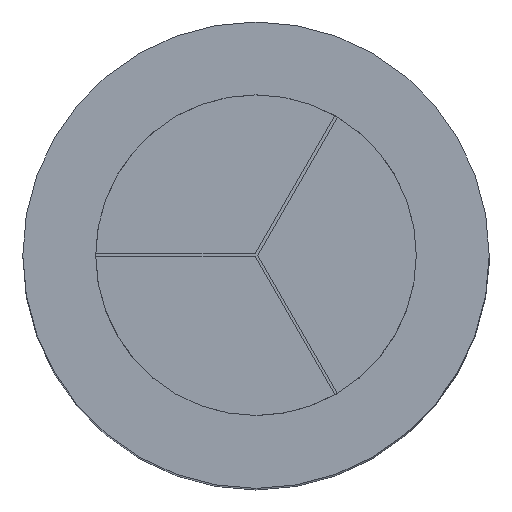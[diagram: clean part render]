
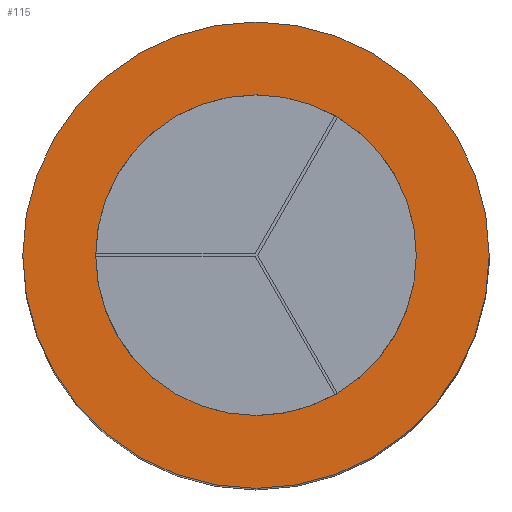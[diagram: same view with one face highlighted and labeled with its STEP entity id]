
A CAD part, top view. The second image highlights one B-rep face of the part: STEP entity #115.
In plain terms, the highlighted planar face has unit normal (0, 0, 1).
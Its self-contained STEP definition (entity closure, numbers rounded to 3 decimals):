
#72 = EDGE_CURVE ( 'NONE', #989, #988, #1582, .T. ) ;
#80 = EDGE_CURVE ( 'NONE', #981, #980, #1554, .T. ) ;
#115 = ADVANCED_FACE ( 'NONE', ( #614, #615 ), #1223, .T. ) ;
#142 = EDGE_CURVE ( 'NONE', #988, #989, #1049, .T. ) ;
#174 = EDGE_CURVE ( 'NONE', #980, #981, #788, .T. ) ;
#298 = CARTESIAN_POINT ( 'NONE',  ( -8., 0., 31.5 ) ) ;
#299 = CARTESIAN_POINT ( 'NONE',  ( 8., 0., 31.5 ) ) ;
#306 = CARTESIAN_POINT ( 'NONE',  ( 5.5, 0., 31.5 ) ) ;
#307 = CARTESIAN_POINT ( 'NONE',  ( -5.5, 0., 31.5 ) ) ;
#511 = AXIS2_PLACEMENT_3D ( 'NONE', #1222, #1221, #1220 ) ;
#614 = FACE_BOUND ( 'NONE', #878, .T. ) ;
#615 = FACE_OUTER_BOUND ( 'NONE', #877, .T. ) ;
#788 = CIRCLE ( 'NONE', #789, 5.5 ) ;
#789 = AXIS2_PLACEMENT_3D ( 'NONE', #1104, #1422, #1413 ) ;
#877 = EDGE_LOOP ( 'NONE', ( #1531, #1528 ) ) ;
#878 = EDGE_LOOP ( 'NONE', ( #1532, #1529 ) ) ;
#980 = VERTEX_POINT ( 'NONE', #307 ) ;
#981 = VERTEX_POINT ( 'NONE', #306 ) ;
#988 = VERTEX_POINT ( 'NONE', #299 ) ;
#989 = VERTEX_POINT ( 'NONE', #298 ) ;
#1040 = AXIS2_PLACEMENT_3D ( 'NONE', #1097, #1095, #1094 ) ;
#1049 = CIRCLE ( 'NONE', #1040, 8. ) ;
#1093 = DIRECTION ( 'NONE',  ( 1., 0., 0. ) ) ;
#1094 = DIRECTION ( 'NONE',  ( 1., 0., 0. ) ) ;
#1095 = DIRECTION ( 'NONE',  ( 0., 0., 1. ) ) ;
#1096 = DIRECTION ( 'NONE',  ( 0., 0., 1. ) ) ;
#1097 = CARTESIAN_POINT ( 'NONE',  ( 0., 0., 31.5 ) ) ;
#1104 = CARTESIAN_POINT ( 'NONE',  ( 0., 0., 31.5 ) ) ;
#1105 = CARTESIAN_POINT ( 'NONE',  ( 0., 0., 31.5 ) ) ;
#1220 = DIRECTION ( 'NONE',  ( 1., 0., 0. ) ) ;
#1221 = DIRECTION ( 'NONE',  ( 0., 0., 1. ) ) ;
#1222 = CARTESIAN_POINT ( 'NONE',  ( 0., 0., 31.5 ) ) ;
#1223 = PLANE ( 'NONE',  #511 ) ;
#1346 = DIRECTION ( 'NONE',  ( 1., 0., 0. ) ) ;
#1353 = DIRECTION ( 'NONE',  ( 0., 0., 1. ) ) ;
#1361 = CARTESIAN_POINT ( 'NONE',  ( 0., 0., 31.5 ) ) ;
#1413 = DIRECTION ( 'NONE',  ( 1., 0., 0. ) ) ;
#1422 = DIRECTION ( 'NONE',  ( 0., 0., 1. ) ) ;
#1528 = ORIENTED_EDGE ( 'NONE', *, *, #142, .T. ) ;
#1529 = ORIENTED_EDGE ( 'NONE', *, *, #174, .F. ) ;
#1531 = ORIENTED_EDGE ( 'NONE', *, *, #72, .T. ) ;
#1532 = ORIENTED_EDGE ( 'NONE', *, *, #80, .F. ) ;
#1554 = CIRCLE ( 'NONE', #1571, 5.5 ) ;
#1571 = AXIS2_PLACEMENT_3D ( 'NONE', #1105, #1096, #1093 ) ;
#1582 = CIRCLE ( 'NONE', #1589, 8. ) ;
#1589 = AXIS2_PLACEMENT_3D ( 'NONE', #1361, #1353, #1346 ) ;
